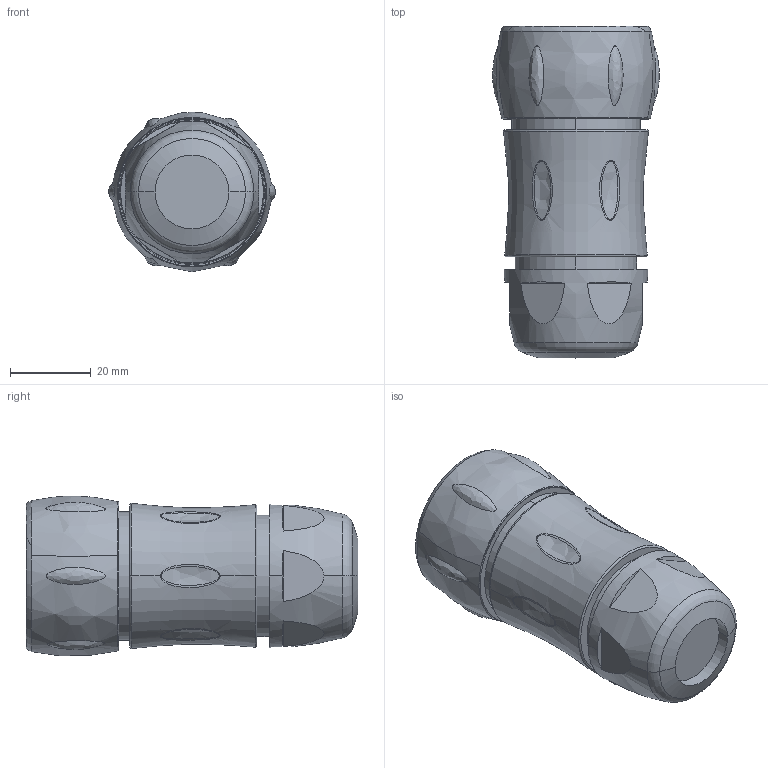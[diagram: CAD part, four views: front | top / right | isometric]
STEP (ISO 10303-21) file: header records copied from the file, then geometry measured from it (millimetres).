
FILE_DESCRIPTION((''),'2;1');
FILE_NAME('99457','2013-02-25T',('sreeragv'),('Souriau'),'PRO/ENGINEER BY PARAMETRIC TECHNOLOGY CORPORATION, 2010140','PRO/ENGINEER BY PARAMETRIC TECHNOLOGY CORPORATION, 2010140','');
FILE_SCHEMA(('CONFIG_CONTROL_DESIGN'));
Length unit declared in the file: millimetre
Products named in the file (1): 99457
Bounding box: 41.39 x 82.19 x 39.51 mm (x, y, z)
Volume: 72068.1 mm3; surface area: 16605.5 mm2
Topology: 1 solids, 1 shells, 306 faces, 749 edges, 488 vertices
Faces by surface type: plane 191, cylinder 50, bspline 28, torus 25, sphere 12
Entity records: 13115 total; most frequent: CARTESIAN_POINT 5951, ORIENTED_EDGE 1498, DIRECTION 1405, EDGE_CURVE 749, VECTOR 489, LINE 489, VERTEX_POINT 488, AXIS2_PLACEMENT_3D 458
